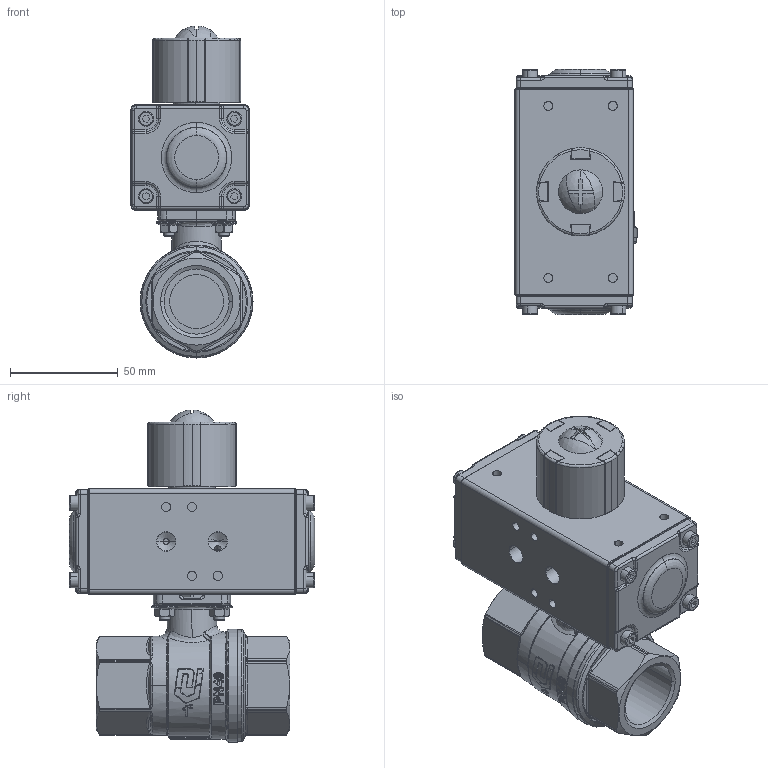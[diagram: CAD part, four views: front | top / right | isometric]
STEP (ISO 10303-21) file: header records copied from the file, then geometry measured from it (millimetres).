
FILE_DESCRIPTION(('HOOPS Exchange Step'),'2;1');
FILE_NAME('PK0100_DN25.stp','2025-03-25T09:03:13+01:00',('nieru'),('Unknown organisation'),'HOOPS Exchange 2024.2','HOOPS Exchange','Unknown authorisation');
FILE_SCHEMA( ('AP203_CONFIGURATION_CONTROLLED_3D_DESIGN_OF_MECHANICAL_PARTS_AND_ASSEMBLIES_MIM_LF') );
Length unit declared in the file: millimetre
Products named in the file (5): 0; root
Assembly tree (4 placements, depth 3):
  root
    0
      0
      0
      0
Bounding box: 56.75 x 114 x 154.4 mm (x, y, z)
Volume: 354481 mm3; surface area: 97990.1 mm2
Topology: 28 solids, 28 shells, 2323 faces, 5562 edges, 3297 vertices
Faces by surface type: bspline 955, cylinder 551, plane 472, torus 218, cone 81, sphere 46
Full cylindrical faces by diameter (mm): 4.5 x8, 5 x8
Entity records: 145022 total; most frequent: CARTESIAN_POINT 96698, ORIENTED_EDGE 11000, DIRECTION 8209, EDGE_CURVE 5500, AXIS2_PLACEMENT_3D 3298, VERTEX_POINT 3297, EDGE_LOOP 2439, FACE_BOUND 2439
